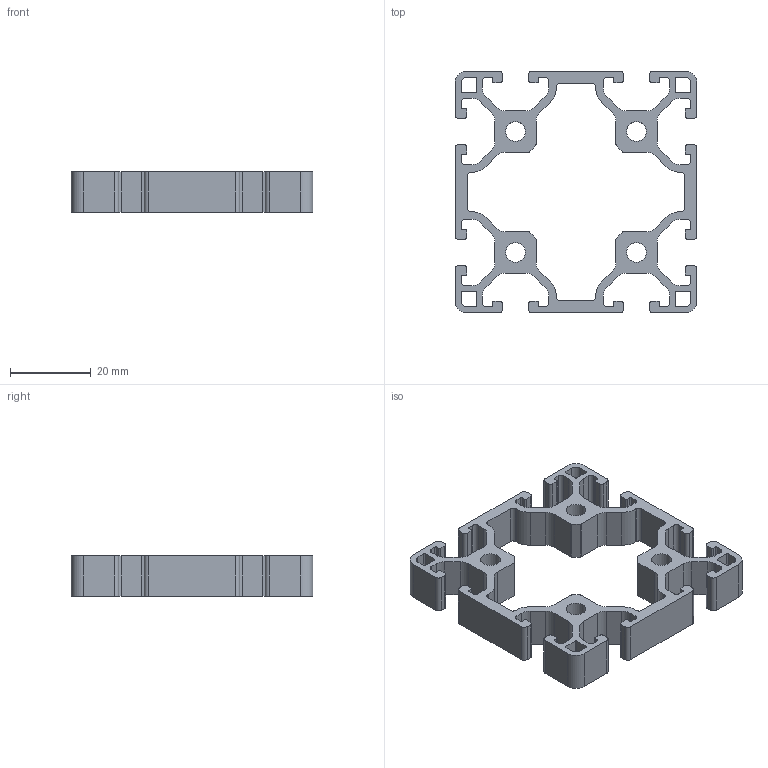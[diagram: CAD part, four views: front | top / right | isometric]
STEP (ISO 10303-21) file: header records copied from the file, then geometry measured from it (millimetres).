
FILE_DESCRIPTION((''),'2;1');
FILE_NAME('P60x60L_N6_I.stp','2014-08-20T09:27:55',('Jrn'),(''),'Autodesk Inventor 2009','Autodesk Inventor 2009','');
FILE_SCHEMA(('AUTOMOTIVE_DESIGN { 1 0 10303 214 1 1 1 1 }'));
Length unit declared in the file: millimetre
Products named in the file (1): P60x60L_N6_I
Bounding box: 60 x 60 x 10 mm (x, y, z)
Volume: 9745 mm3; surface area: 10263.9 mm2
Topology: 1 solids, 1 shells, 334 faces, 996 edges, 664 vertices
Faces by surface type: cylinder 168, plane 166
Full cylindrical faces by diameter (mm): 4.9 x4
Entity records: 11358 total; most frequent: DIRECTION 1998, CARTESIAN_POINT 1991, ORIENTED_EDGE 1984, EDGE_CURVE 992, AXIS2_PLACEMENT_3D 671, VERTEX_POINT 664, VECTOR 656, LINE 656
